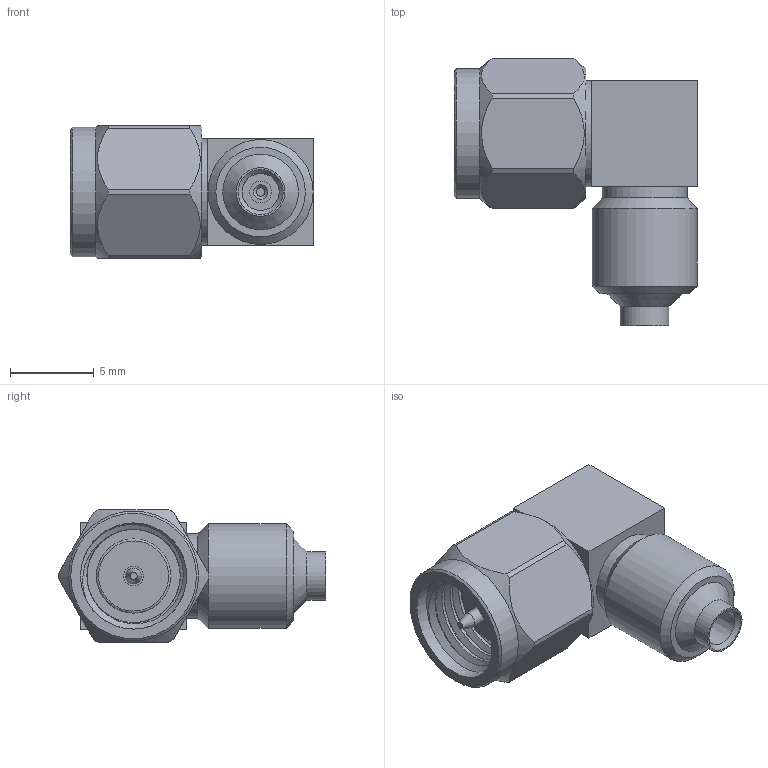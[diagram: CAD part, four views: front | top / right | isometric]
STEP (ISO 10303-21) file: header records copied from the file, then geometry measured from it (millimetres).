
FILE_DESCRIPTION (( 'STEP AP203' ), '1' );
FILE_NAME ('SC7023_3D.step', '2022-07-07T17:02:24', ( '' ), ( '' ), 'SwSTEP 2.0', 'SolidWorks 2021', '' );
FILE_SCHEMA (( 'CONFIG_CONTROL_DESIGN' ));
Length unit declared in the file: inch
Products named in the file (1): SC7023_3D
Bounding box: 14.55 x 15.98 x 7.94 mm (x, y, z)
Volume: 757 mm3; surface area: 897.2 mm2
Topology: 1 solids, 1 shells, 68 faces, 164 edges, 110 vertices
Faces by surface type: plane 28, cylinder 25, cone 11, bspline 4
Full cylindrical faces by diameter (mm): 0.492 x1, 0.94 x1, 1.194 x1, 1.31 x1, 2.909 x1, 4.043 x1, 4.445 x1, 5.074 x1, 6.276 x1, 6.35 x7, 6.604 x1, 7.762 x1
Entity records: 3102 total; most frequent: CARTESIAN_POINT 1714, ORIENTED_EDGE 258, DIRECTION 248, EDGE_CURVE 129, AXIS2_PLACEMENT_3D 110, VERTEX_POINT 105, EDGE_LOOP 98, FACE_OUTER_BOUND 76
